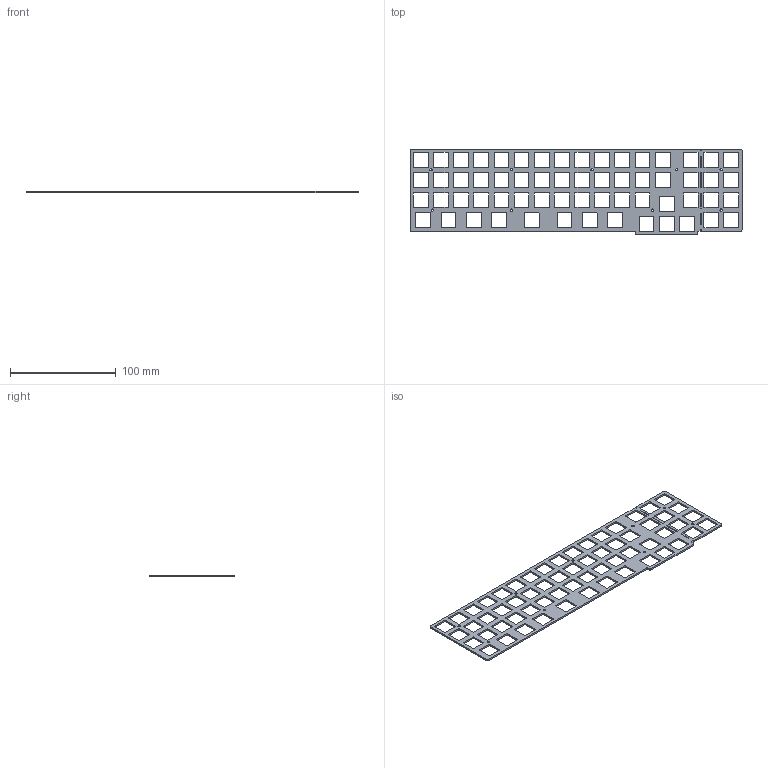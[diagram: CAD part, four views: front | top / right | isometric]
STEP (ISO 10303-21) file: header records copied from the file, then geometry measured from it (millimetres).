
FILE_DESCRIPTION(('KiCad electronic assembly'),'2;1');
FILE_NAME('Mimic40_plate.step','2024-08-26T20:03:36',('Pcbnew'),('Kicad' ),'Open CASCADE STEP processor 7.7','KiCad to STEP converter', 'Unknown');
FILE_SCHEMA(('AUTOMOTIVE_DESIGN { 1 0 10303 214 1 1 1 1 }'));
Length unit declared in the file: millimetre
Products named in the file (2): Mimic40_plate 1; Mimic40_plate_PCB
Assembly tree (1 placements, depth 2):
  Mimic40_plate 1
    Mimic40_plate_PCB
Bounding box: 313.75 x 81.25 x 1.6 mm (x, y, z)
Volume: 20038.5 mm3; surface area: 31988.4 mm2
Topology: 1 solids, 1 shells, 553 faces, 1653 edges, 1102 vertices
Faces by surface type: cylinder 285, plane 268
Full cylindrical faces by diameter (mm): 2.2 x9
Entity records: 19110 total; most frequent: DIRECTION 3333, CARTESIAN_POINT 3310, ORIENTED_EDGE 3306, EDGE_CURVE 1653, AXIS2_PLACEMENT_3D 1125, VERTEX_POINT 1102, LINE 1083, VECTOR 1083
